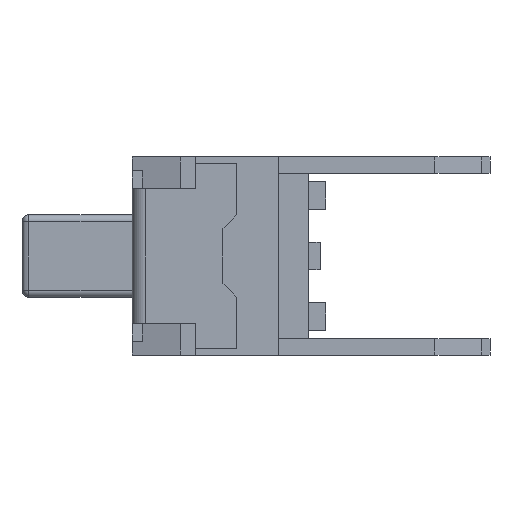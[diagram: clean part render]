
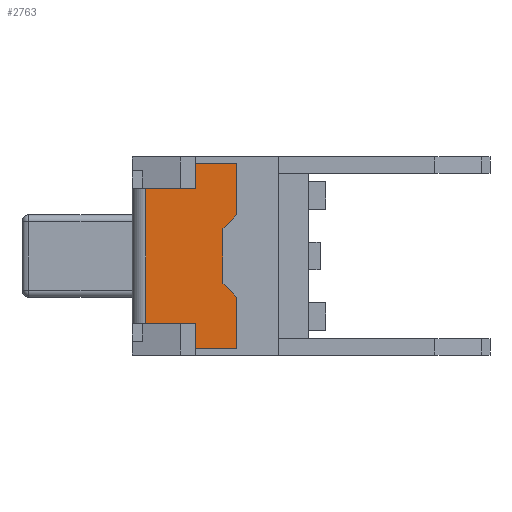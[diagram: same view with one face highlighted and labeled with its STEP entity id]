
A CAD part, left-side view. The second image highlights one B-rep face of the part: STEP entity #2763.
In plain terms, the highlighted planar face has unit normal (-1, 0, 0).
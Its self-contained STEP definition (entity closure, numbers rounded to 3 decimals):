
#38 = DIRECTION ( 'NONE',  ( 0., -1., 0. ) ) ;
#167 = VERTEX_POINT ( 'NONE', #4144 ) ;
#324 = CARTESIAN_POINT ( 'NONE',  ( -4.5, 2.4, -1.225 ) ) ;
#742 = VECTOR ( 'NONE', #6918, 1000. ) ;
#756 = EDGE_CURVE ( 'NONE', #10306, #10391, #1962, .T. ) ;
#770 = VECTOR ( 'NONE', #5406, 1000. ) ;
#807 = DIRECTION ( 'NONE',  ( 0., 0., -1. ) ) ;
#874 = CARTESIAN_POINT ( 'NONE',  ( -4.5, 2.4, 1.225 ) ) ;
#909 = ORIENTED_EDGE ( 'NONE', *, *, #9535, .T. ) ;
#1184 = CARTESIAN_POINT ( 'NONE',  ( -4.5, 1.5, 1.675 ) ) ;
#1278 = VECTOR ( 'NONE', #11694, 1000. ) ;
#1548 = CARTESIAN_POINT ( 'NONE',  ( -4.5, 1.5, 1.225 ) ) ;
#1663 = ORIENTED_EDGE ( 'NONE', *, *, #1747, .T. ) ;
#1747 = EDGE_CURVE ( 'NONE', #167, #7333, #9033, .T. ) ;
#1767 = LINE ( 'NONE', #2262, #12936 ) ;
#1843 = ORIENTED_EDGE ( 'NONE', *, *, #9277, .T. ) ;
#1909 = EDGE_CURVE ( 'NONE', #11259, #4055, #12066, .T. ) ;
#1962 = LINE ( 'NONE', #324, #7404 ) ;
#2202 = LINE ( 'NONE', #6109, #13397 ) ;
#2233 = CARTESIAN_POINT ( 'NONE',  ( -4.5, 12.343, 1.225 ) ) ;
#2234 = CARTESIAN_POINT ( 'NONE',  ( -4.5, 0.75, -0.747 ) ) ;
#2262 = CARTESIAN_POINT ( 'NONE',  ( -4.5, 1.5, -1.675 ) ) ;
#2673 = VERTEX_POINT ( 'NONE', #10480 ) ;
#2763 = ADVANCED_FACE ( 'NONE', ( #8825 ), #10423, .F. ) ;
#2786 = VECTOR ( 'NONE', #8728, 1000. ) ;
#2909 = ORIENTED_EDGE ( 'NONE', *, *, #1909, .T. ) ;
#3309 = CARTESIAN_POINT ( 'NONE',  ( -4.5, 1.5, -1.675 ) ) ;
#4055 = VERTEX_POINT ( 'NONE', #1548 ) ;
#4144 = CARTESIAN_POINT ( 'NONE',  ( -4.5, 0.75, -1.675 ) ) ;
#4182 = LINE ( 'NONE', #9467, #1278 ) ;
#4263 = DIRECTION ( 'NONE',  ( 0., 0.707, 0.707 ) ) ;
#4267 = CARTESIAN_POINT ( 'NONE',  ( -4.5, 0.75, -1.675 ) ) ;
#4785 = EDGE_CURVE ( 'NONE', #8734, #12114, #2202, .T. ) ;
#5035 = EDGE_CURVE ( 'NONE', #10306, #4055, #7798, .T. ) ;
#5100 = VERTEX_POINT ( 'NONE', #3309 ) ;
#5105 = VECTOR ( 'NONE', #8767, 1000. ) ;
#5406 = DIRECTION ( 'NONE',  ( 0., 1., 0. ) ) ;
#5455 = ORIENTED_EDGE ( 'NONE', *, *, #6229, .T. ) ;
#5951 = CARTESIAN_POINT ( 'NONE',  ( -4.5, 0.75, -0.747 ) ) ;
#6033 = DIRECTION ( 'NONE',  ( 0., 0., 1. ) ) ;
#6109 = CARTESIAN_POINT ( 'NONE',  ( -4.5, 0.75, 0.747 ) ) ;
#6215 = ORIENTED_EDGE ( 'NONE', *, *, #6490, .T. ) ;
#6229 = EDGE_CURVE ( 'NONE', #13345, #11259, #11108, .T. ) ;
#6365 = LINE ( 'NONE', #12391, #742 ) ;
#6490 = EDGE_CURVE ( 'NONE', #2673, #8734, #6365, .T. ) ;
#6591 = CARTESIAN_POINT ( 'NONE',  ( -4.5, 0.75, 1.675 ) ) ;
#6761 = VECTOR ( 'NONE', #807, 1000. ) ;
#6918 = DIRECTION ( 'NONE',  ( 0., 0., 1. ) ) ;
#6937 = EDGE_LOOP ( 'NONE', ( #10145, #10181, #12306, #13039, #1843, #1663, #8500, #6215, #12281, #909, #5455, #2909 ) ) ;
#7333 = VERTEX_POINT ( 'NONE', #5951 ) ;
#7404 = VECTOR ( 'NONE', #9866, 1000. ) ;
#7453 = DIRECTION ( 'NONE',  ( 0., 0., -1. ) ) ;
#7613 = VERTEX_POINT ( 'NONE', #13684 ) ;
#7666 = CARTESIAN_POINT ( 'NONE',  ( -4.5, 0.75, 0.747 ) ) ;
#7798 = LINE ( 'NONE', #2233, #5105 ) ;
#8346 = LINE ( 'NONE', #13539, #13756 ) ;
#8500 = ORIENTED_EDGE ( 'NONE', *, *, #8695, .T. ) ;
#8594 = CARTESIAN_POINT ( 'NONE',  ( -4.5, 1., 0.497 ) ) ;
#8695 = EDGE_CURVE ( 'NONE', #7333, #2673, #9106, .T. ) ;
#8728 = DIRECTION ( 'NONE',  ( 0., 0., 1. ) ) ;
#8734 = VERTEX_POINT ( 'NONE', #8594 ) ;
#8754 = LINE ( 'NONE', #12873, #6761 ) ;
#8767 = DIRECTION ( 'NONE',  ( 0., -1., 0. ) ) ;
#8825 = FACE_OUTER_BOUND ( 'NONE', #6937, .T. ) ;
#9033 = LINE ( 'NONE', #4267, #2786 ) ;
#9066 = DIRECTION ( 'NONE',  ( 0., 0., -1. ) ) ;
#9106 = LINE ( 'NONE', #2234, #9936 ) ;
#9193 = VECTOR ( 'NONE', #9066, 1000. ) ;
#9197 = EDGE_CURVE ( 'NONE', #10391, #7613, #4182, .T. ) ;
#9277 = EDGE_CURVE ( 'NONE', #5100, #167, #1767, .T. ) ;
#9467 = CARTESIAN_POINT ( 'NONE',  ( -4.5, 12.343, -1.225 ) ) ;
#9535 = EDGE_CURVE ( 'NONE', #12114, #13345, #8346, .T. ) ;
#9866 = DIRECTION ( 'NONE',  ( 0., 0., -1. ) ) ;
#9936 = VECTOR ( 'NONE', #4263, 1000. ) ;
#10039 = CARTESIAN_POINT ( 'NONE',  ( -4.5, 1.5, 1.675 ) ) ;
#10145 = ORIENTED_EDGE ( 'NONE', *, *, #5035, .F. ) ;
#10181 = ORIENTED_EDGE ( 'NONE', *, *, #756, .T. ) ;
#10306 = VERTEX_POINT ( 'NONE', #874 ) ;
#10391 = VERTEX_POINT ( 'NONE', #11891 ) ;
#10423 = PLANE ( 'NONE',  #10597 ) ;
#10480 = CARTESIAN_POINT ( 'NONE',  ( -4.5, 1., -0.497 ) ) ;
#10597 = AXIS2_PLACEMENT_3D ( 'NONE', #13882, #12793, #7453 ) ;
#10735 = CARTESIAN_POINT ( 'NONE',  ( -4.5, 1.5, 1.675 ) ) ;
#11108 = LINE ( 'NONE', #1184, #770 ) ;
#11259 = VERTEX_POINT ( 'NONE', #10735 ) ;
#11694 = DIRECTION ( 'NONE',  ( 0., -1., 0. ) ) ;
#11891 = CARTESIAN_POINT ( 'NONE',  ( -4.5, 2.4, -1.225 ) ) ;
#12066 = LINE ( 'NONE', #10039, #9193 ) ;
#12114 = VERTEX_POINT ( 'NONE', #7666 ) ;
#12281 = ORIENTED_EDGE ( 'NONE', *, *, #4785, .T. ) ;
#12306 = ORIENTED_EDGE ( 'NONE', *, *, #9197, .T. ) ;
#12391 = CARTESIAN_POINT ( 'NONE',  ( -4.5, 1., -0.497 ) ) ;
#12793 = DIRECTION ( 'NONE',  ( 1., 0., 0. ) ) ;
#12873 = CARTESIAN_POINT ( 'NONE',  ( -4.5, 1.5, 1.675 ) ) ;
#12936 = VECTOR ( 'NONE', #38, 1000. ) ;
#12981 = EDGE_CURVE ( 'NONE', #7613, #5100, #8754, .T. ) ;
#13039 = ORIENTED_EDGE ( 'NONE', *, *, #12981, .T. ) ;
#13345 = VERTEX_POINT ( 'NONE', #6591 ) ;
#13397 = VECTOR ( 'NONE', #13654, 1000. ) ;
#13539 = CARTESIAN_POINT ( 'NONE',  ( -4.5, 0.75, 1.675 ) ) ;
#13654 = DIRECTION ( 'NONE',  ( 0., -0.707, 0.707 ) ) ;
#13684 = CARTESIAN_POINT ( 'NONE',  ( -4.5, 1.5, -1.225 ) ) ;
#13756 = VECTOR ( 'NONE', #6033, 1000. ) ;
#13882 = CARTESIAN_POINT ( 'NONE',  ( -4.5, 12.343, -1.225 ) ) ;
